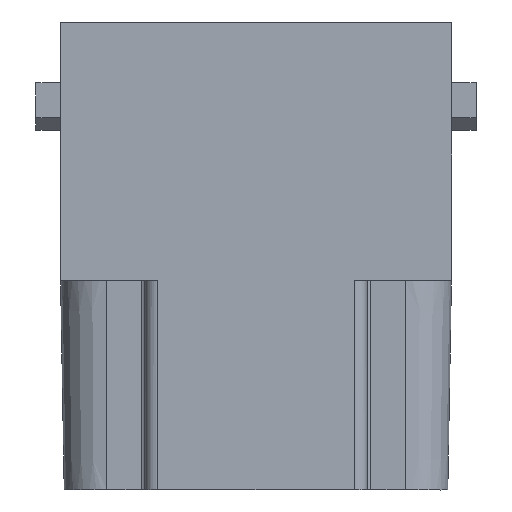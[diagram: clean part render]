
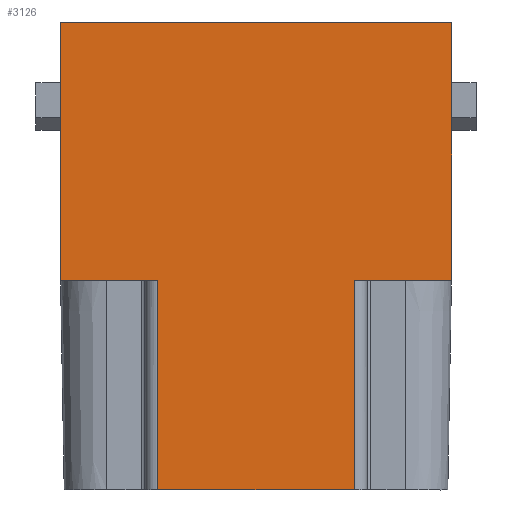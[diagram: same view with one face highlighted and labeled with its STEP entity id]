
A CAD part, left-side view. The second image highlights one B-rep face of the part: STEP entity #3126.
In plain terms, the highlighted planar face has unit normal (-1, 0, 0).
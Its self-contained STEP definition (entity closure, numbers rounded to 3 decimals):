
#3058=AXIS2_PLACEMENT_3D('Plane Axis2P3D',#3055,#3056,#3057) ;
#2448=CARTESIAN_POINT('Vertex',(0.,9.45,0.)) ;
#2451=CARTESIAN_POINT('Line Origine',(0.,17.05,0.)) ;
#2455=CARTESIAN_POINT('Vertex',(0.,24.65,0.)) ;
#3040=CARTESIAN_POINT('Vertex',(0.,9.45,16.2)) ;
#3043=CARTESIAN_POINT('Line Origine',(0.,9.45,16.4)) ;
#3055=CARTESIAN_POINT('Axis2P3D Location',(0.,17.05,17.2)) ;
#3060=CARTESIAN_POINT('Line Origine',(0.,24.65,8.1)) ;
#3064=CARTESIAN_POINT('Vertex',(0.,24.65,16.2)) ;
#3067=CARTESIAN_POINT('Line Origine',(0.,5.675,16.2)) ;
#3071=CARTESIAN_POINT('Vertex',(0.,1.9,16.2)) ;
#3074=CARTESIAN_POINT('Line Origine',(0.,1.9,21.425)) ;
#3078=CARTESIAN_POINT('Vertex',(0.,1.9,26.65)) ;
#3081=CARTESIAN_POINT('Line Origine',(0.,1.9,31.45)) ;
#3085=CARTESIAN_POINT('Vertex',(0.,1.9,36.25)) ;
#3088=CARTESIAN_POINT('Line Origine',(0.,17.05,36.25)) ;
#3092=CARTESIAN_POINT('Vertex',(0.,32.2,36.25)) ;
#3095=CARTESIAN_POINT('Line Origine',(0.,32.2,34.725)) ;
#3099=CARTESIAN_POINT('Vertex',(0.,32.2,33.2)) ;
#3102=CARTESIAN_POINT('Line Origine',(0.,32.2,24.7)) ;
#3106=CARTESIAN_POINT('Vertex',(0.,32.2,16.2)) ;
#3109=CARTESIAN_POINT('Line Origine',(0.,28.425,16.2)) ;
#2452=DIRECTION('Vector Direction',(0.,1.,0.)) ;
#3044=DIRECTION('Vector Direction',(0.,0.,1.)) ;
#3056=DIRECTION('Axis2P3D Direction',(-1.,0.,0.)) ;
#3057=DIRECTION('Axis2P3D XDirection',(0.,0.,-1.)) ;
#3061=DIRECTION('Vector Direction',(0.,0.,-1.)) ;
#3068=DIRECTION('Vector Direction',(0.,-1.,0.)) ;
#3075=DIRECTION('Vector Direction',(0.,0.,1.)) ;
#3082=DIRECTION('Vector Direction',(0.,0.,1.)) ;
#3089=DIRECTION('Vector Direction',(0.,-1.,0.)) ;
#3096=DIRECTION('Vector Direction',(0.,0.,-1.)) ;
#3103=DIRECTION('Vector Direction',(0.,0.,1.)) ;
#3110=DIRECTION('Vector Direction',(0.,-1.,0.)) ;
#2453=VECTOR('Line Direction',#2452,1.) ;
#3045=VECTOR('Line Direction',#3044,1.) ;
#3062=VECTOR('Line Direction',#3061,1.) ;
#3069=VECTOR('Line Direction',#3068,1.) ;
#3076=VECTOR('Line Direction',#3075,1.) ;
#3083=VECTOR('Line Direction',#3082,1.) ;
#3090=VECTOR('Line Direction',#3089,1.) ;
#3097=VECTOR('Line Direction',#3096,1.) ;
#3104=VECTOR('Line Direction',#3103,1.) ;
#3111=VECTOR('Line Direction',#3110,1.) ;
#3115=ORIENTED_EDGE('',*,*,#3066,.T.) ;
#3116=ORIENTED_EDGE('',*,*,#2457,.F.) ;
#3117=ORIENTED_EDGE('',*,*,#3047,.T.) ;
#3118=ORIENTED_EDGE('',*,*,#3073,.T.) ;
#3119=ORIENTED_EDGE('',*,*,#3080,.T.) ;
#3120=ORIENTED_EDGE('',*,*,#3087,.T.) ;
#3121=ORIENTED_EDGE('',*,*,#3094,.F.) ;
#3122=ORIENTED_EDGE('',*,*,#3101,.T.) ;
#3123=ORIENTED_EDGE('',*,*,#3108,.F.) ;
#3124=ORIENTED_EDGE('',*,*,#3113,.T.) ;
#3126=ADVANCED_FACE('Hauptkoerper',(#3125),#3059,.T.) ;
#2457=EDGE_CURVE('',#2449,#2456,#2454,.T.) ;
#3047=EDGE_CURVE('',#2449,#3041,#3046,.T.) ;
#3066=EDGE_CURVE('',#3065,#2456,#3063,.T.) ;
#3073=EDGE_CURVE('',#3041,#3072,#3070,.T.) ;
#3080=EDGE_CURVE('',#3072,#3079,#3077,.T.) ;
#3087=EDGE_CURVE('',#3079,#3086,#3084,.T.) ;
#3094=EDGE_CURVE('',#3093,#3086,#3091,.T.) ;
#3101=EDGE_CURVE('',#3093,#3100,#3098,.T.) ;
#3108=EDGE_CURVE('',#3107,#3100,#3105,.T.) ;
#3113=EDGE_CURVE('',#3107,#3065,#3112,.T.) ;
#3114=EDGE_LOOP('',(#3115,#3116,#3117,#3118,#3119,#3120,#3121,#3122,#3123,#3124)) ;
#3125=FACE_OUTER_BOUND('',#3114,.T.) ;
#2454=LINE('Line',#2451,#2453) ;
#3046=LINE('Line',#3043,#3045) ;
#3063=LINE('Line',#3060,#3062) ;
#3070=LINE('Line',#3067,#3069) ;
#3077=LINE('Line',#3074,#3076) ;
#3084=LINE('Line',#3081,#3083) ;
#3091=LINE('Line',#3088,#3090) ;
#3098=LINE('Line',#3095,#3097) ;
#3105=LINE('Line',#3102,#3104) ;
#3112=LINE('Line',#3109,#3111) ;
#3059=PLANE('',#3058) ;
#2449=VERTEX_POINT('',#2448) ;
#2456=VERTEX_POINT('',#2455) ;
#3041=VERTEX_POINT('',#3040) ;
#3065=VERTEX_POINT('',#3064) ;
#3072=VERTEX_POINT('',#3071) ;
#3079=VERTEX_POINT('',#3078) ;
#3086=VERTEX_POINT('',#3085) ;
#3093=VERTEX_POINT('',#3092) ;
#3100=VERTEX_POINT('',#3099) ;
#3107=VERTEX_POINT('',#3106) ;
